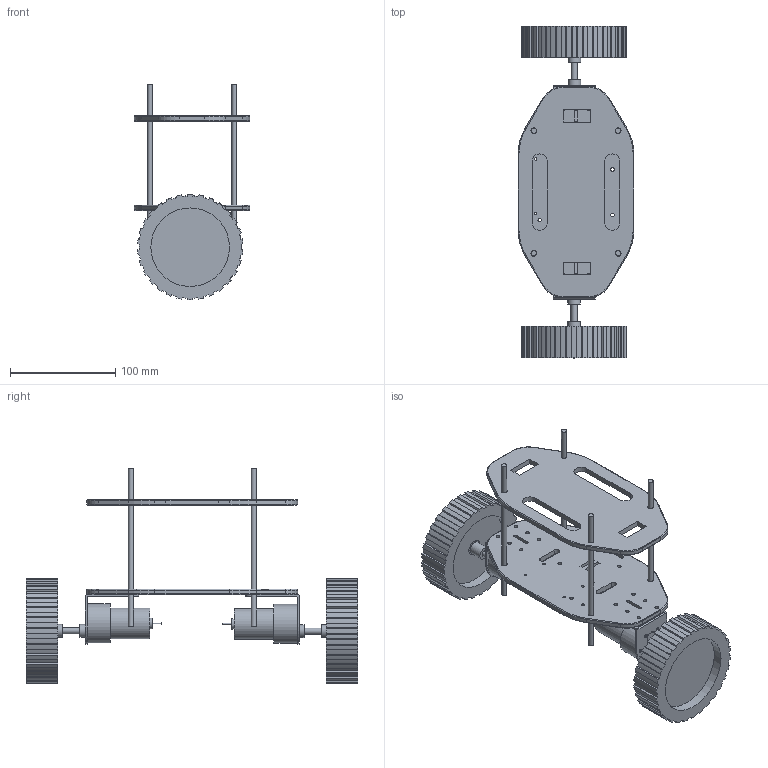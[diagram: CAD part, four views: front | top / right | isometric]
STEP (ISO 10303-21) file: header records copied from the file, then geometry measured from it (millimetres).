
FILE_DESCRIPTION(/* description */ (''),/* implementation_level */ '2;1');
FILE_NAME(/* name */ 'SELF_BALANCING_STATE.step',/* time_stamp */ '2025-11-04T22:25:17+05:30',/* author */ (''),/* organization */ (''),/* preprocessor_version */ 'ST-DEVELOPER v20.1',/* originating_system */ 'Autodesk Translation Framework v14.17.0.0',/* authorisation */ '');
FILE_SCHEMA (('AUTOMOTIVE_DESIGN { 1 0 10303 214 3 1 1 }'));
Length unit declared in the file: millimetre
Products named in the file (25): jointed_design; old_component (1); old_component (2); old_component (3); old_component (4); old_component (5); old_component (6); old_component (7); old_component (8); old_component (9); old_component (10); old_component (11); old_component; m5_rod_1__1___1__1; m5_rod_1__2__1; right_bracket__1; left_johnson_motor_1; m5_rod_1_1; m5_rod_1__1__1; wheel_1; wheel__1__1; top_plate_1; right_johnson_motor__1; leftt_bracket_1; base_link
Assembly tree (24 placements, depth 2):
  jointed_design
    old_component (1)
    old_component (2)
    old_component (3)
    old_component (4)
    old_component (5)
    old_component (6)
    old_component (7)
    old_component (8)
    old_component (9)
    old_component (10)
    old_component (11)
    old_component
    m5_rod_1__1___1__1
    m5_rod_1__2__1
    right_bracket__1
    left_johnson_motor_1
    m5_rod_1_1
    m5_rod_1__1__1
    wheel_1
    wheel__1__1
    top_plate_1
    right_johnson_motor__1
    leftt_bracket_1
    base_link
Bounding box: 110.07 x 315.12 x 204.85 mm (x, y, z)
Volume: 1186180.2 mm3; surface area: 366843.4 mm2
Topology: 24 solids, 24 shells, 1176 faces, 3024 edges, 1964 vertices
Faces by surface type: cylinder 600, plane 500, torus 72, cone 4
Full cylindrical faces by diameter (mm): 1.5 x4, 2.4 x8, 3 x24, 3.2 x4, 3.4 x80, 4.901 x8, 5.4 x16, 6 x8, 10 x4, 12 x8, 14.925 x4, 29 x4, 37 x4, 74.627 x8
Entity records: 37953 total; most frequent: CARTESIAN_POINT 6845, DIRECTION 6694, ORIENTED_EDGE 6048, EDGE_CURVE 3024, AXIS2_PLACEMENT_3D 2469, VERTEX_POINT 1964, LINE 1756, VECTOR 1756
